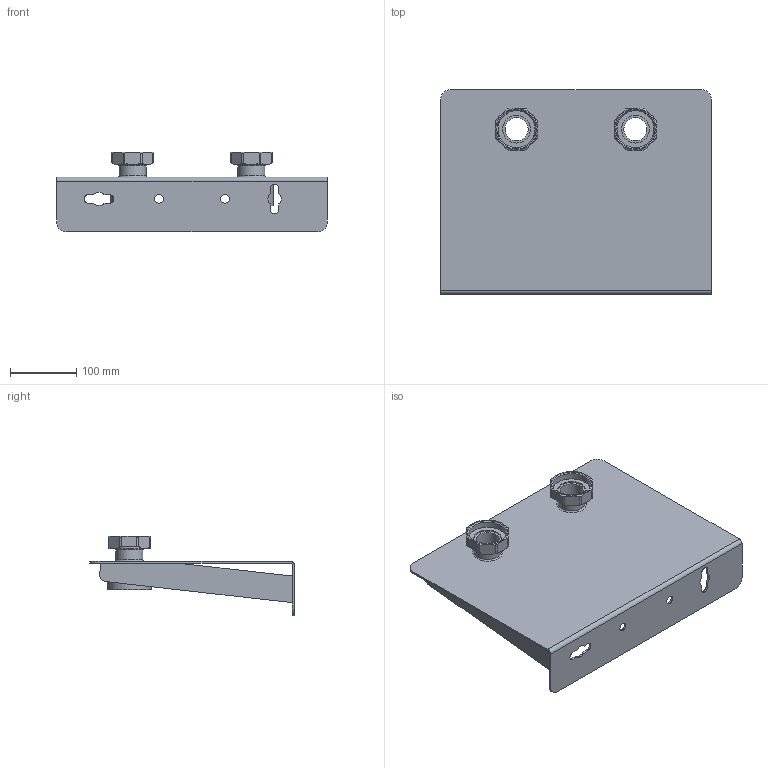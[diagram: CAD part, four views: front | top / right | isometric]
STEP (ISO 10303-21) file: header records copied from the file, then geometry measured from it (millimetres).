
FILE_DESCRIPTION(/* description */ (''),/* implementation_level */ '2;1');
FILE_NAME(/* name */ '10083722_WH-HK-HKM 40-50.stp',/* time_stamp */ '2023-07-17T10:33:16+02:00',/* author */ ('Fabian Steinle'),/* organization */ ('Watts Industries Deutschland GmbH '),/* preprocessor_version */ 'ST-DEVELOPER v18.1',/* originating_system */ 'Autodesk Inventor 2022',/* authorisation */ 'Marco Cattarius');
FILE_SCHEMA (('CONFIG_CONTROL_DESIGN'));
Length unit declared in the file: millimetre
Products named in the file (5): WIDE90003473; 22012015_001; 10051960_Vereinfachen_1; 14012015_002; WIDE10052005
Assembly tree (6 placements, depth 3):
  WIDE90003473
    22012015_001
      10051960_Vereinfachen_1
    14012015_002  x2
    WIDE10052005  x2
Bounding box: 410 x 310 x 121 mm (x, y, z)
Volume: 711713.6 mm3; surface area: 454366.8 mm2
Topology: 5 solids, 5 shells, 154 faces, 412 edges, 274 vertices
Faces by surface type: plane 81, cylinder 57, cone 12, torus 4
Full cylindrical faces by diameter (mm): 13 x2, 35 x2, 41 x2, 42 x2, 52.5 x2, 56 x4, 56.656 x4, 66 x2
Entity records: 3941 total; most frequent: CARTESIAN_POINT 676, DIRECTION 657, ORIENTED_EDGE 614, EDGE_CURVE 307, AXIS2_PLACEMENT_3D 242, VERTEX_POINT 204, LINE 173, VECTOR 173
